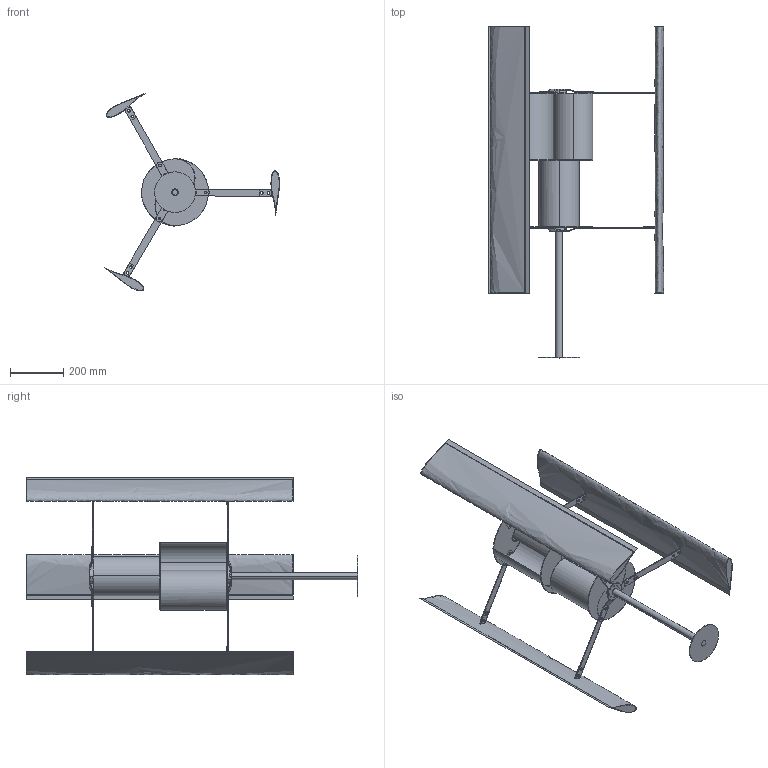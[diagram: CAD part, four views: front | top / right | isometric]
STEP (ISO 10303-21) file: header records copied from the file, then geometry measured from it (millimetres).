
FILE_DESCRIPTION (( 'STEP AP214' ), '1' );
FILE_NAME ('Assem1.STEP', '2024-06-30T07:40:46', ( '' ), ( '' ), 'SwSTEP 2.0', 'SolidWorks 2021', '' );
FILE_SCHEMA (( 'AUTOMOTIVE_DESIGN' ));
Length unit declared in the file: millimetre
Products named in the file (15): savinous single blade; Sealings; Retainer; Outer Race; darrieus arm; shaft; Ball; Ball Bearing; base; bearing holder; savinous single blade down; Inner Race; darrius blade single; Assem1; bearing holder botto,
Assembly tree (37 placements, depth 3):
  Assem1
    base
    bearing holder
    bearing holder botto,
    darrieus arm  x6
    savinous single blade
    shaft
    savinous single blade down
    Ball Bearing  x2
      Outer Race
      Inner Race
      Ball
      Retainer
      Sealings
    darrius blade single  x3
Bounding box: 656.07 x 1242 x 738.56 mm (x, y, z)
Volume: 2655321.2 mm3; surface area: 3306483.9 mm2
Topology: 59 solids, 62 shells, 899 faces, 2594 edges, 1740 vertices
Faces by surface type: plane 333, cylinder 276, bspline 142, sphere 120, torus 28
Entity records: 19385 total; most frequent: CARTESIAN_POINT 7918, DIRECTION 2229, ORIENTED_EDGE 2174, EDGE_CURVE 1087, AXIS2_PLACEMENT_3D 883, VERTEX_POINT 722, EDGE_LOOP 551, CIRCLE 464
